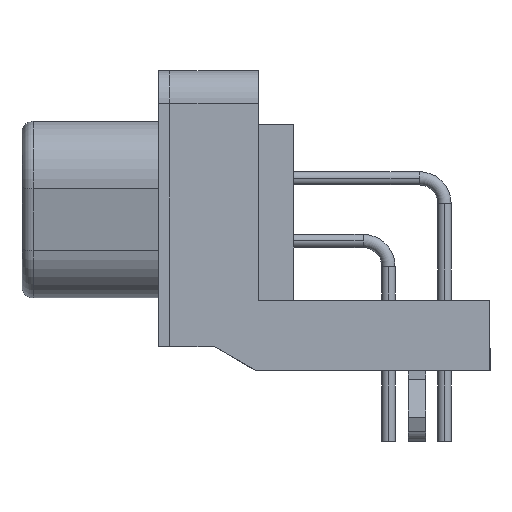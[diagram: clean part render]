
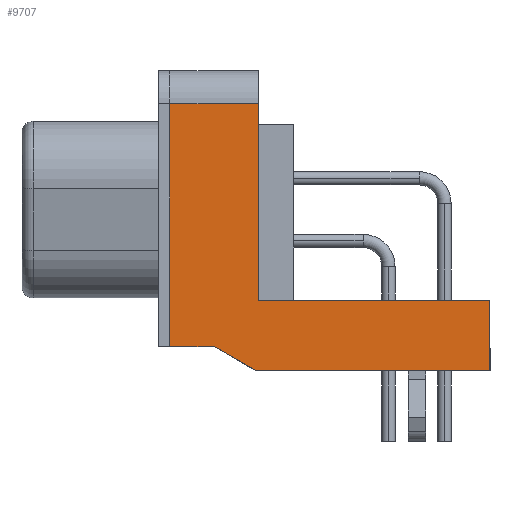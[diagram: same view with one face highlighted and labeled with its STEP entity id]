
A CAD part, left-side view. The second image highlights one B-rep face of the part: STEP entity #9707.
In plain terms, the highlighted planar face has unit normal (-1, 0, 0).
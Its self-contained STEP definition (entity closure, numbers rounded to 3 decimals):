
#8916=CARTESIAN_POINT('',(-19.75,11.17,1.1));
#8917=VERTEX_POINT('',#8916);
#8924=CARTESIAN_POINT('',(-19.75,11.17,12.1));
#8925=VERTEX_POINT('',#8924);
#8926=CARTESIAN_POINT('',(-19.75,11.17,12.1));
#8927=DIRECTION('',(0.0,0.0,-1.0));
#8928=VECTOR('',#8927,11.);
#8929=LINE('',#8926,#8928);
#8930=EDGE_CURVE('',#8925,#8917,#8929,.T.);
#9475=CARTESIAN_POINT('',(-19.75,-3.33,0.));
#9476=VERTEX_POINT('',#9475);
#9483=CARTESIAN_POINT('',(-19.75,7.265,0.));
#9484=VERTEX_POINT('',#9483);
#9485=CARTESIAN_POINT('',(-19.75,7.265,0.));
#9486=DIRECTION('',(0.0,-1.0,0.0));
#9487=VECTOR('',#9486,10.595);
#9488=LINE('',#9485,#9487);
#9489=EDGE_CURVE('',#9484,#9476,#9488,.T.);
#9522=CARTESIAN_POINT('',(-19.75,-3.33,3.2));
#9523=VERTEX_POINT('',#9522);
#9530=CARTESIAN_POINT('',(-19.75,-3.33,0.));
#9531=DIRECTION('',(0.0,0.0,1.0));
#9532=VECTOR('',#9531,3.2);
#9533=LINE('',#9530,#9532);
#9534=EDGE_CURVE('',#9476,#9523,#9533,.T.);
#9577=CARTESIAN_POINT('',(-19.75,7.17,3.2));
#9578=VERTEX_POINT('',#9577);
#9585=CARTESIAN_POINT('',(-19.75,-3.33,3.2));
#9586=DIRECTION('',(0.0,1.0,0.0));
#9587=VECTOR('',#9586,10.5);
#9588=LINE('',#9585,#9587);
#9589=EDGE_CURVE('',#9523,#9578,#9588,.T.);
#9642=CARTESIAN_POINT('',(-19.75,9.17,1.1));
#9643=VERTEX_POINT('',#9642);
#9644=CARTESIAN_POINT('',(-19.75,9.17,1.1));
#9645=DIRECTION('',(0.0,-0.866,-0.5));
#9646=VECTOR('',#9645,2.2);
#9647=LINE('',#9644,#9646);
#9648=EDGE_CURVE('',#9643,#9484,#9647,.T.);
#9671=CARTESIAN_POINT('',(-19.75,9.17,1.1));
#9672=DIRECTION('',(0.0,1.0,0.0));
#9673=VECTOR('',#9672,2.);
#9674=LINE('',#9671,#9673);
#9675=EDGE_CURVE('',#9643,#8917,#9674,.T.);
#9680=CARTESIAN_POINT('',(-19.75,-4.155,6.8));
#9681=DIRECTION('',(-1.0,0.0,0.0));
#9682=DIRECTION('',(0.0,1.0,0.0));
#9683=AXIS2_PLACEMENT_3D('',#9680,#9681,#9682);
#9684=PLANE('',#9683);
#9685=ORIENTED_EDGE('',*,*,#8930,.T.);
#9686=ORIENTED_EDGE('',*,*,#9675,.F.);
#9687=ORIENTED_EDGE('',*,*,#9648,.T.);
#9688=ORIENTED_EDGE('',*,*,#9489,.T.);
#9689=ORIENTED_EDGE('',*,*,#9534,.T.);
#9690=ORIENTED_EDGE('',*,*,#9589,.T.);
#9691=CARTESIAN_POINT('',(-19.75,7.17,12.1));
#9692=VERTEX_POINT('',#9691);
#9693=CARTESIAN_POINT('',(-19.75,7.17,3.2));
#9694=DIRECTION('',(0.0,0.0,1.0));
#9695=VECTOR('',#9694,8.9);
#9696=LINE('',#9693,#9695);
#9697=EDGE_CURVE('',#9578,#9692,#9696,.T.);
#9698=ORIENTED_EDGE('',*,*,#9697,.T.);
#9699=CARTESIAN_POINT('',(-19.75,11.17,12.1));
#9700=DIRECTION('',(0.0,-1.0,0.0));
#9701=VECTOR('',#9700,4.0);
#9702=LINE('',#9699,#9701);
#9703=EDGE_CURVE('',#8925,#9692,#9702,.T.);
#9704=ORIENTED_EDGE('',*,*,#9703,.F.);
#9705=EDGE_LOOP('',(#9685,#9686,#9687,#9688,#9689,#9690,#9698,#9704));
#9706=FACE_OUTER_BOUND('',#9705,.T.);
#9707=ADVANCED_FACE('',(#9706),#9684,.T.);
